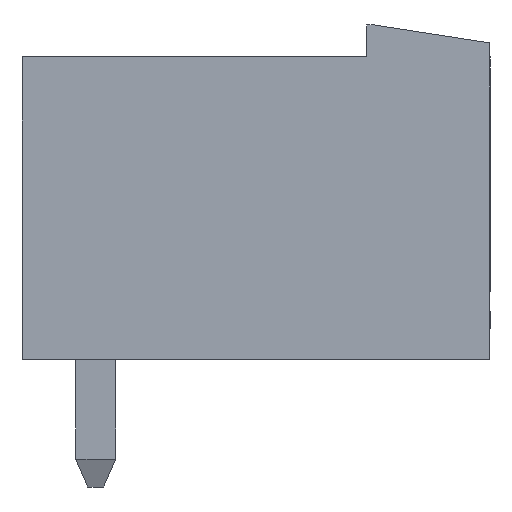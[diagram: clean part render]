
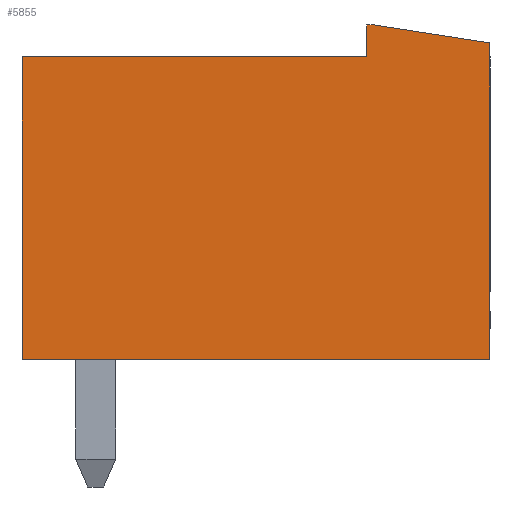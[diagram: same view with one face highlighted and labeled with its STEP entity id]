
A CAD part, left-side view. The second image highlights one B-rep face of the part: STEP entity #5855.
In plain terms, the highlighted planar face has unit normal (-1, 0, 0).
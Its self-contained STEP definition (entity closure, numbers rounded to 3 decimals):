
#5844=AXIS2_PLACEMENT_3D('Plane Axis2P3D',#5841,#5842,#5843) ;
#518=CARTESIAN_POINT('Vertex',(0.,0.,11.15)) ;
#521=CARTESIAN_POINT('Line Origine',(0.,0.,7.175)) ;
#525=CARTESIAN_POINT('Vertex',(0.,0.,3.2)) ;
#2367=CARTESIAN_POINT('Vertex',(0.,2.9,11.6)) ;
#2370=CARTESIAN_POINT('Line Origine',(0.,1.45,11.375)) ;
#2398=CARTESIAN_POINT('Vertex',(0.,3.1,11.6)) ;
#2401=CARTESIAN_POINT('Line Origine',(0.,3.,11.6)) ;
#2905=CARTESIAN_POINT('Vertex',(0.,3.1,10.8)) ;
#2908=CARTESIAN_POINT('Line Origine',(0.,3.1,11.2)) ;
#3060=CARTESIAN_POINT('Vertex',(0.,11.75,10.8)) ;
#3063=CARTESIAN_POINT('Line Origine',(0.,7.425,10.8)) ;
#4358=CARTESIAN_POINT('Vertex',(0.,11.75,3.2)) ;
#4363=CARTESIAN_POINT('Line Origine',(0.,11.75,7.)) ;
#4983=CARTESIAN_POINT('Line Origine',(0.,5.875,3.2)) ;
#5841=CARTESIAN_POINT('Axis2P3D Location',(0.,0.,0.)) ;
#522=DIRECTION('Vector Direction',(0.,0.,-1.)) ;
#2371=DIRECTION('Vector Direction',(0.,-0.988,-0.153)) ;
#2402=DIRECTION('Vector Direction',(0.,-1.,0.)) ;
#2909=DIRECTION('Vector Direction',(0.,0.,1.)) ;
#3064=DIRECTION('Vector Direction',(0.,-1.,0.)) ;
#4364=DIRECTION('Vector Direction',(0.,0.,1.)) ;
#4984=DIRECTION('Vector Direction',(0.,1.,0.)) ;
#5842=DIRECTION('Axis2P3D Direction',(-1.,0.,0.)) ;
#5843=DIRECTION('Axis2P3D XDirection',(0.,-1.,0.)) ;
#523=VECTOR('Line Direction',#522,1.) ;
#2372=VECTOR('Line Direction',#2371,1.) ;
#2403=VECTOR('Line Direction',#2402,1.) ;
#2910=VECTOR('Line Direction',#2909,1.) ;
#3065=VECTOR('Line Direction',#3064,1.) ;
#4365=VECTOR('Line Direction',#4364,1.) ;
#4985=VECTOR('Line Direction',#4984,1.) ;
#5847=ORIENTED_EDGE('',*,*,#527,.T.) ;
#5848=ORIENTED_EDGE('',*,*,#2374,.T.) ;
#5849=ORIENTED_EDGE('',*,*,#2405,.T.) ;
#5850=ORIENTED_EDGE('',*,*,#2912,.T.) ;
#5851=ORIENTED_EDGE('',*,*,#3067,.T.) ;
#5852=ORIENTED_EDGE('',*,*,#4367,.T.) ;
#5853=ORIENTED_EDGE('',*,*,#4987,.T.) ;
#5855=ADVANCED_FACE('HOUSING',(#5854),#5845,.T.) ;
#527=EDGE_CURVE('',#526,#519,#524,.F.) ;
#2374=EDGE_CURVE('',#519,#2368,#2373,.F.) ;
#2405=EDGE_CURVE('',#2368,#2399,#2404,.F.) ;
#2912=EDGE_CURVE('',#2399,#2906,#2911,.F.) ;
#3067=EDGE_CURVE('',#2906,#3061,#3066,.F.) ;
#4367=EDGE_CURVE('',#3061,#4359,#4366,.F.) ;
#4987=EDGE_CURVE('',#4359,#526,#4986,.F.) ;
#5846=EDGE_LOOP('',(#5847,#5848,#5849,#5850,#5851,#5852,#5853)) ;
#5854=FACE_OUTER_BOUND('',#5846,.T.) ;
#524=LINE('Line',#521,#523) ;
#2373=LINE('Line',#2370,#2372) ;
#2404=LINE('Line',#2401,#2403) ;
#2911=LINE('Line',#2908,#2910) ;
#3066=LINE('Line',#3063,#3065) ;
#4366=LINE('Line',#4363,#4365) ;
#4986=LINE('Line',#4983,#4985) ;
#5845=PLANE('',#5844) ;
#519=VERTEX_POINT('',#518) ;
#526=VERTEX_POINT('',#525) ;
#2368=VERTEX_POINT('',#2367) ;
#2399=VERTEX_POINT('',#2398) ;
#2906=VERTEX_POINT('',#2905) ;
#3061=VERTEX_POINT('',#3060) ;
#4359=VERTEX_POINT('',#4358) ;
